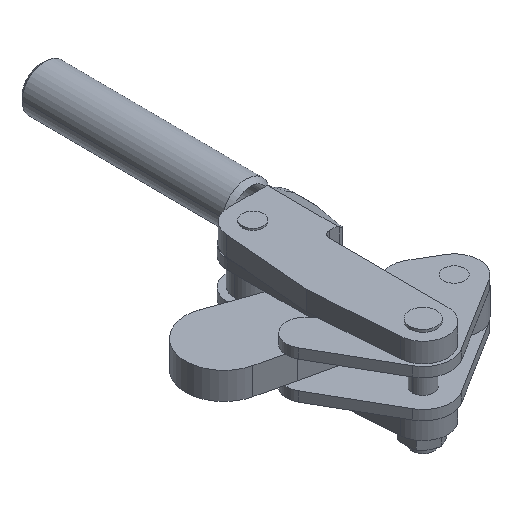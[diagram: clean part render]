
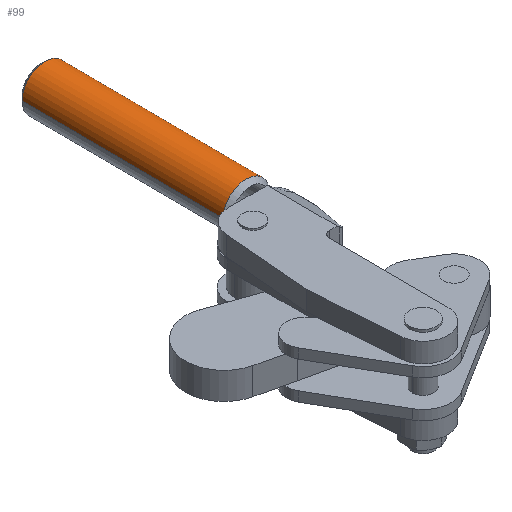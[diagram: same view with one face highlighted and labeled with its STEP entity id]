
A CAD part, isometric view. The second image highlights one B-rep face of the part: STEP entity #99.
In plain terms, the highlighted cylindrical face has radius 13.6 mm (diameter 27.2 mm), a partial arc.
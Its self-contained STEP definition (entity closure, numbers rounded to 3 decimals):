
#96 = EDGE_CURVE ( 'NONE', #3634, #2491, #4591, .T. ) ;
#99 = ADVANCED_FACE ( 'NONE', ( #3423 ), #3312, .T. ) ;
#136 = DIRECTION ( 'NONE',  ( -1., 0.006, 0. ) ) ;
#138 = VERTEX_POINT ( 'NONE', #1360 ) ;
#148 = ORIENTED_EDGE ( 'NONE', *, *, #1079, .F. ) ;
#161 = VECTOR ( 'NONE', #3641, 1000. ) ;
#348 = AXIS2_PLACEMENT_3D ( 'NONE', #4724, #2451, #136 ) ;
#421 = DIRECTION ( 'NONE',  ( -1., 0.006, 0. ) ) ;
#543 = CARTESIAN_POINT ( 'NONE',  ( 33.316, 259.892, 0. ) ) ;
#682 = DIRECTION ( 'NONE',  ( 0.006, 1., 0. ) ) ;
#783 = ORIENTED_EDGE ( 'NONE', *, *, #96, .T. ) ;
#888 = AXIS2_PLACEMENT_3D ( 'NONE', #543, #4742, #421 ) ;
#959 = VECTOR ( 'NONE', #682, 1000. ) ;
#1079 = EDGE_CURVE ( 'NONE', #3634, #3809, #3841, .T. ) ;
#1360 = CARTESIAN_POINT ( 'NONE',  ( 46.899, 257.305, 0. ) ) ;
#1585 = EDGE_LOOP ( 'NONE', ( #783, #2882, #2896, #148 ) ) ;
#2233 = LINE ( 'NONE', #3249, #161 ) ;
#2383 = CARTESIAN_POINT ( 'NONE',  ( 18.931, 137.482, 0. ) ) ;
#2451 = DIRECTION ( 'NONE',  ( 0.006, 1., 0. ) ) ;
#2489 = CARTESIAN_POINT ( 'NONE',  ( 32.531, 137.394, 0. ) ) ;
#2491 = VERTEX_POINT ( 'NONE', #4616 ) ;
#2857 = CARTESIAN_POINT ( 'NONE',  ( 19.7, 257.479, 0. ) ) ;
#2882 = ORIENTED_EDGE ( 'NONE', *, *, #3424, .T. ) ;
#2896 = ORIENTED_EDGE ( 'NONE', *, *, #4355, .F. ) ;
#3249 = CARTESIAN_POINT ( 'NONE',  ( 46.915, 259.805, 0. ) ) ;
#3269 = CIRCLE ( 'NONE', #348, 13.6 ) ;
#3312 = CYLINDRICAL_SURFACE ( 'NONE', #888, 13.6 ) ;
#3423 = FACE_OUTER_BOUND ( 'NONE', #1585, .T. ) ;
#3424 = EDGE_CURVE ( 'NONE', #2491, #138, #2233, .T. ) ;
#3634 = VERTEX_POINT ( 'NONE', #2383 ) ;
#3641 = DIRECTION ( 'NONE',  ( 0.006, 1., 0. ) ) ;
#3809 = VERTEX_POINT ( 'NONE', #2857 ) ;
#3841 = LINE ( 'NONE', #4910, #959 ) ;
#4005 = AXIS2_PLACEMENT_3D ( 'NONE', #2489, #4482, #4082 ) ;
#4082 = DIRECTION ( 'NONE',  ( -1., 0.006, 0. ) ) ;
#4355 = EDGE_CURVE ( 'NONE', #3809, #138, #3269, .T. ) ;
#4482 = DIRECTION ( 'NONE',  ( 0.006, 1., 0. ) ) ;
#4591 = CIRCLE ( 'NONE', #4005, 13.6 ) ;
#4616 = CARTESIAN_POINT ( 'NONE',  ( 46.131, 137.307, 0. ) ) ;
#4724 = CARTESIAN_POINT ( 'NONE',  ( 33.3, 257.392, 0. ) ) ;
#4742 = DIRECTION ( 'NONE',  ( 0.006, 1., 0. ) ) ;
#4910 = CARTESIAN_POINT ( 'NONE',  ( 19.716, 259.979, 0. ) ) ;
